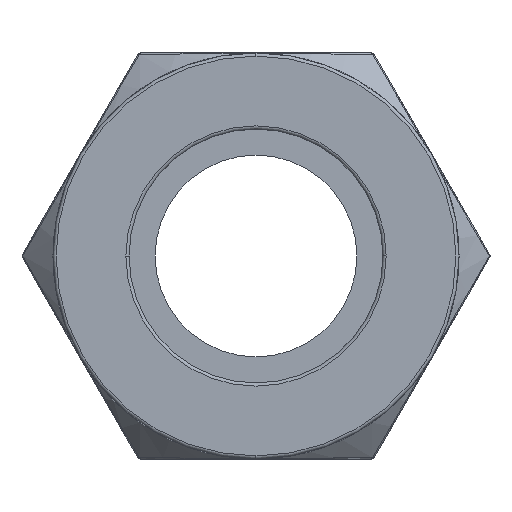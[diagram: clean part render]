
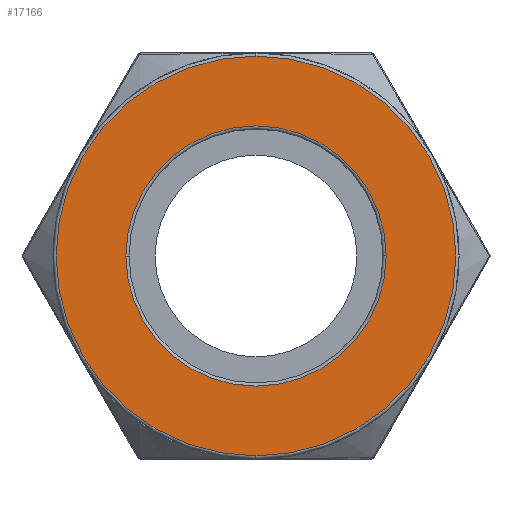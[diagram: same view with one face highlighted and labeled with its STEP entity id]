
A CAD part, left-side view. The second image highlights one B-rep face of the part: STEP entity #17166.
In plain terms, the highlighted face is planar.
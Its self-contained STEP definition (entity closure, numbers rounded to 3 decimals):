
#14609=CARTESIAN_POINT('',(0.,0.,0.));
#14610=DIRECTION('',(-1.,0.,0.));
#14611=DIRECTION('',(0.,1.,0.));
#14612=AXIS2_PLACEMENT_3D('',#14609,#14610,#14611);
#14614=CARTESIAN_POINT('',(0.,0.,0.));
#14615=DIRECTION('',(-1.,0.,0.));
#14616=DIRECTION('',(0.,-1.,0.));
#14617=AXIS2_PLACEMENT_3D('',#14614,#14615,#14616);
#14619=CARTESIAN_POINT('',(0.,0.,0.));
#14620=DIRECTION('',(1.,0.,0.));
#14621=DIRECTION('',(0.,0.,1.));
#14622=AXIS2_PLACEMENT_3D('',#14619,#14620,#14621);
#14624=CARTESIAN_POINT('',(0.,0.,0.));
#14625=DIRECTION('',(1.,0.,0.));
#14626=DIRECTION('',(0.,0.,-1.));
#14627=AXIS2_PLACEMENT_3D('',#14624,#14625,#14626);
#16970=CARTESIAN_POINT('',(0.,10.25,0.));
#16971=CARTESIAN_POINT('',(0.,-10.25,0.));
#16972=VERTEX_POINT('',#16970);
#16973=VERTEX_POINT('',#16971);
#17010=CARTESIAN_POINT('',(0.,0.,15.75));
#17011=CARTESIAN_POINT('',(0.,0.,-15.75));
#17012=VERTEX_POINT('',#17010);
#17013=VERTEX_POINT('',#17011);
#17149=CARTESIAN_POINT('',(0.,0.,0.));
#17150=DIRECTION('',(1.,0.,0.));
#17151=DIRECTION('',(0.,-1.,0.));
#17152=AXIS2_PLACEMENT_3D('',#17149,#17150,#17151);
#17153=PLANE('',#17152);
#17155=ORIENTED_EDGE('',*,*,#17154,.F.);
#17157=ORIENTED_EDGE('',*,*,#17156,.F.);
#17158=EDGE_LOOP('',(#17155,#17157));
#17159=FACE_OUTER_BOUND('',#17158,.F.);
#17161=ORIENTED_EDGE('',*,*,#17160,.F.);
#17163=ORIENTED_EDGE('',*,*,#17162,.F.);
#17164=EDGE_LOOP('',(#17161,#17163));
#17165=FACE_BOUND('',#17164,.F.);
#14613=CIRCLE('',#14612,10.25);
#14618=CIRCLE('',#14617,10.25);
#14623=CIRCLE('',#14622,15.75);
#14628=CIRCLE('',#14627,15.75);
#17154=EDGE_CURVE('',#17012,#17013,#14623,.T.);
#17156=EDGE_CURVE('',#17013,#17012,#14628,.T.);
#17160=EDGE_CURVE('',#16972,#16973,#14613,.T.);
#17162=EDGE_CURVE('',#16973,#16972,#14618,.T.);
#17166=ADVANCED_FACE('',(#17159,#17165),#17153,.T.);
